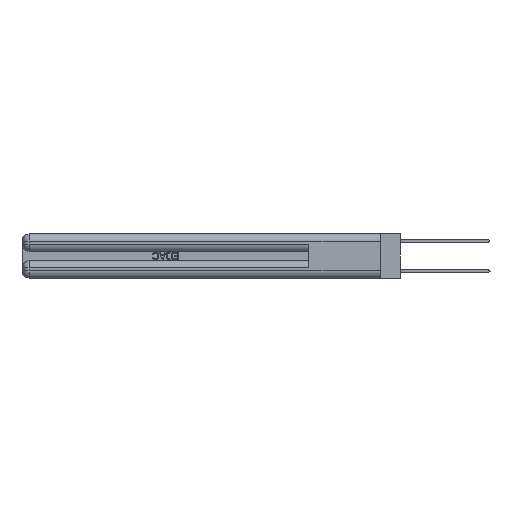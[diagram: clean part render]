
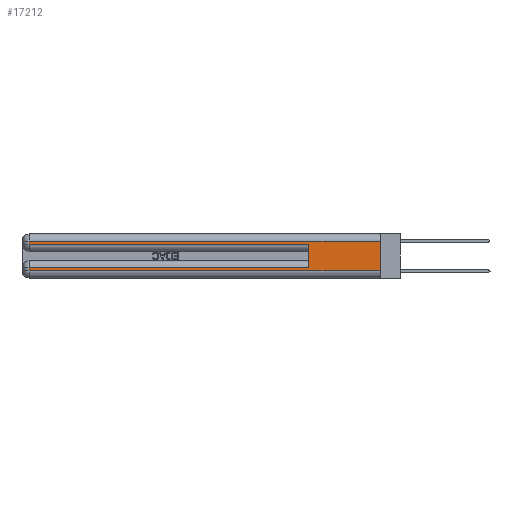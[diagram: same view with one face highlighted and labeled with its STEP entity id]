
A CAD part, left-side view. The second image highlights one B-rep face of the part: STEP entity #17212.
In plain terms, the highlighted planar face has unit normal (-1, 0, 0).
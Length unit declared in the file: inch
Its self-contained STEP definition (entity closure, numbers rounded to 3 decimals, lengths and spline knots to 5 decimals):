
#113 = EDGE_CURVE ( 'NONE', #1969, #24171, #30541, .T. ) ;
#179 = DIRECTION ( 'NONE',  ( 0., 1., 0. ) ) ;
#1450 = CARTESIAN_POINT ( 'NONE',  ( 0., 2.94, 0.085 ) ) ;
#1514 = EDGE_CURVE ( 'NONE', #1969, #29865, #25673, .T. ) ;
#1888 = VECTOR ( 'NONE', #11152, 39.37008 ) ;
#1969 = VERTEX_POINT ( 'NONE', #23191 ) ;
#2136 = CARTESIAN_POINT ( 'NONE',  ( 0., 2.94, 0.285 ) ) ;
#2741 = CARTESIAN_POINT ( 'NONE',  ( 0., 0.6, 0.285 ) ) ;
#2922 = VECTOR ( 'NONE', #6025, 39.37008 ) ;
#3013 = VECTOR ( 'NONE', #179, 39.37008 ) ;
#3157 = CARTESIAN_POINT ( 'NONE',  ( 0., 2.94, 0.37 ) ) ;
#3251 = EDGE_CURVE ( 'NONE', #21021, #6800, #23794, .T. ) ;
#3532 = VECTOR ( 'NONE', #6396, 39.37008 ) ;
#4776 = ORIENTED_EDGE ( 'NONE', *, *, #15237, .T. ) ;
#5950 = CARTESIAN_POINT ( 'NONE',  ( 0., 0., 0.06 ) ) ;
#6025 = DIRECTION ( 'NONE',  ( 0., -1., 0. ) ) ;
#6396 = DIRECTION ( 'NONE',  ( 0., 0., 1. ) ) ;
#6786 = VECTOR ( 'NONE', #18990, 39.37008 ) ;
#6800 = VERTEX_POINT ( 'NONE', #2741 ) ;
#7577 = EDGE_CURVE ( 'NONE', #29865, #28896, #21561, .T. ) ;
#8417 = CARTESIAN_POINT ( 'NONE',  ( 0., 0., 0.37 ) ) ;
#9176 = DIRECTION ( 'NONE',  ( 0., 0., -1. ) ) ;
#9717 = ORIENTED_EDGE ( 'NONE', *, *, #29020, .T. ) ;
#10260 = LINE ( 'NONE', #29475, #3013 ) ;
#10412 = CARTESIAN_POINT ( 'NONE',  ( 0., 0., 0.285 ) ) ;
#10543 = FACE_OUTER_BOUND ( 'NONE', #12705, .T. ) ;
#11152 = DIRECTION ( 'NONE',  ( 0., 0., -1. ) ) ;
#11799 = ORIENTED_EDGE ( 'NONE', *, *, #20013, .T. ) ;
#12531 = ORIENTED_EDGE ( 'NONE', *, *, #7577, .T. ) ;
#12705 = EDGE_LOOP ( 'NONE', ( #21421, #23136, #12531, #9717, #17589, #4776, #27328, #11799 ) ) ;
#12858 = LINE ( 'NONE', #10412, #2922 ) ;
#15190 = DIRECTION ( 'NONE',  ( 0., 0., -1. ) ) ;
#15237 = EDGE_CURVE ( 'NONE', #21021, #29152, #10260, .T. ) ;
#16335 = VECTOR ( 'NONE', #15190, 39.37008 ) ;
#17212 = ADVANCED_FACE ( 'NONE', ( #10543 ), #17885, .F. ) ;
#17589 = ORIENTED_EDGE ( 'NONE', *, *, #3251, .F. ) ;
#17885 = PLANE ( 'NONE',  #26423 ) ;
#18595 = CARTESIAN_POINT ( 'NONE',  ( 0., 2.94, 0.31 ) ) ;
#18990 = DIRECTION ( 'NONE',  ( 0., 1., 0. ) ) ;
#19615 = CARTESIAN_POINT ( 'NONE',  ( 0., 2.94, 0.06 ) ) ;
#20013 = EDGE_CURVE ( 'NONE', #24838, #24171, #20754, .T. ) ;
#20337 = CARTESIAN_POINT ( 'NONE',  ( 0., 0., 0.06 ) ) ;
#20646 = DIRECTION ( 'NONE',  ( 1., 0., 0. ) ) ;
#20754 = LINE ( 'NONE', #5950, #23469 ) ;
#20805 = CARTESIAN_POINT ( 'NONE',  ( 0., 0., 0.37 ) ) ;
#21021 = VERTEX_POINT ( 'NONE', #28953 ) ;
#21421 = ORIENTED_EDGE ( 'NONE', *, *, #113, .F. ) ;
#21561 = LINE ( 'NONE', #31468, #22475 ) ;
#22475 = VECTOR ( 'NONE', #9176, 39.37008 ) ;
#23136 = ORIENTED_EDGE ( 'NONE', *, *, #1514, .T. ) ;
#23191 = CARTESIAN_POINT ( 'NONE',  ( 0., 0., 0.31 ) ) ;
#23227 = CARTESIAN_POINT ( 'NONE',  ( 0., 0., 0.31 ) ) ;
#23469 = VECTOR ( 'NONE', #26272, 39.37008 ) ;
#23637 = CARTESIAN_POINT ( 'NONE',  ( 0., 0.6, 0.145 ) ) ;
#23794 = LINE ( 'NONE', #23637, #3532 ) ;
#24171 = VERTEX_POINT ( 'NONE', #20337 ) ;
#24838 = VERTEX_POINT ( 'NONE', #19615 ) ;
#24951 = EDGE_CURVE ( 'NONE', #29152, #24838, #27418, .T. ) ;
#25673 = LINE ( 'NONE', #23227, #6786 ) ;
#26272 = DIRECTION ( 'NONE',  ( 0., -1., 0. ) ) ;
#26423 = AXIS2_PLACEMENT_3D ( 'NONE', #20805, #20646, #27813 ) ;
#27328 = ORIENTED_EDGE ( 'NONE', *, *, #24951, .T. ) ;
#27418 = LINE ( 'NONE', #3157, #16335 ) ;
#27813 = DIRECTION ( 'NONE',  ( 0., 0., -1. ) ) ;
#28896 = VERTEX_POINT ( 'NONE', #2136 ) ;
#28953 = CARTESIAN_POINT ( 'NONE',  ( 0., 0.6, 0.085 ) ) ;
#29020 = EDGE_CURVE ( 'NONE', #28896, #6800, #12858, .T. ) ;
#29152 = VERTEX_POINT ( 'NONE', #1450 ) ;
#29475 = CARTESIAN_POINT ( 'NONE',  ( 0., 0., 0.085 ) ) ;
#29865 = VERTEX_POINT ( 'NONE', #18595 ) ;
#30541 = LINE ( 'NONE', #8417, #1888 ) ;
#31468 = CARTESIAN_POINT ( 'NONE',  ( 0., 2.94, 0.37 ) ) ;
